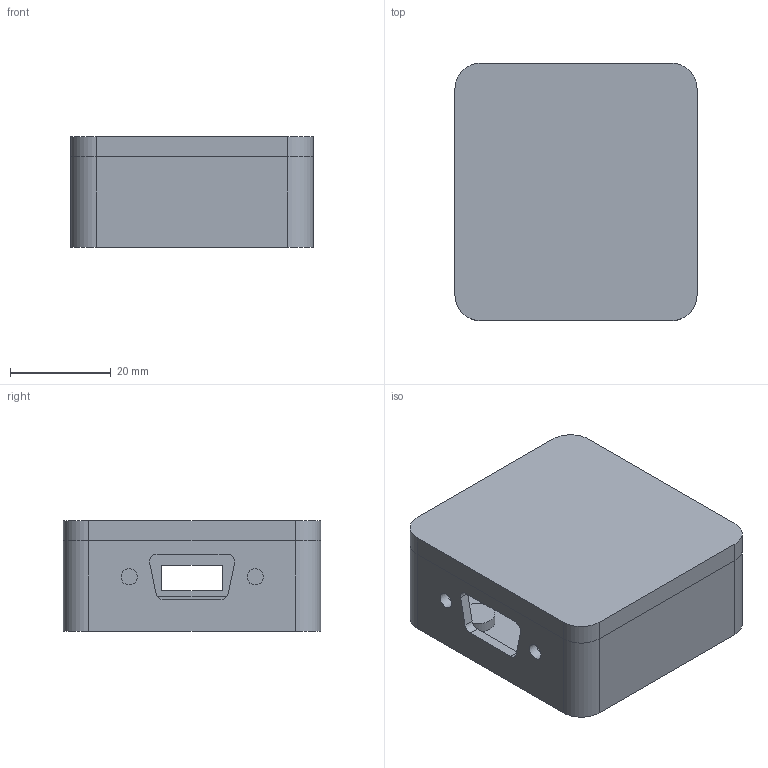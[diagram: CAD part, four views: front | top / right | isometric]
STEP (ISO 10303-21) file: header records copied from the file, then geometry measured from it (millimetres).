
FILE_DESCRIPTION(/* description */ (''),/* implementation_level */ '2;1');
FILE_NAME(/* name */ 'enclosure.step',/* time_stamp */ '2024-02-19T21:52:01-08:00',/* author */ (''),/* organization */ (''),/* preprocessor_version */ 'ST-DEVELOPER v20',/* originating_system */ 'Autodesk Translation Framework v12.20.1.177',/* authorisation */ '');
FILE_SCHEMA (('AUTOMOTIVE_DESIGN { 1 0 10303 214 3 1 1 }'));
Length unit declared in the file: millimetre
Products named in the file (1): usb-rd232-enclosure
Bounding box: 48 x 51 x 22 mm (x, y, z)
Volume: 19987.8 mm3; surface area: 17750.8 mm2
Topology: 2 solids, 2 shells, 82 faces, 210 edges, 140 vertices
Faces by surface type: plane 46, cylinder 36
Full cylindrical faces by diameter (mm): 3.2 x2, 7 x4
Entity records: 2543 total; most frequent: DIRECTION 448, CARTESIAN_POINT 433, ORIENTED_EDGE 420, EDGE_CURVE 210, AXIS2_PLACEMENT_3D 155, VERTEX_POINT 140, LINE 138, VECTOR 138
